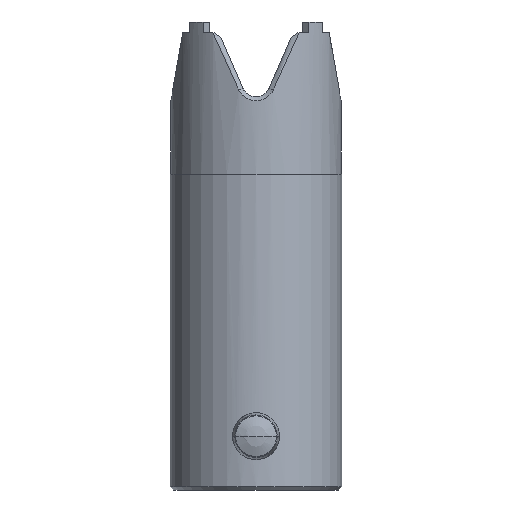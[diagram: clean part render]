
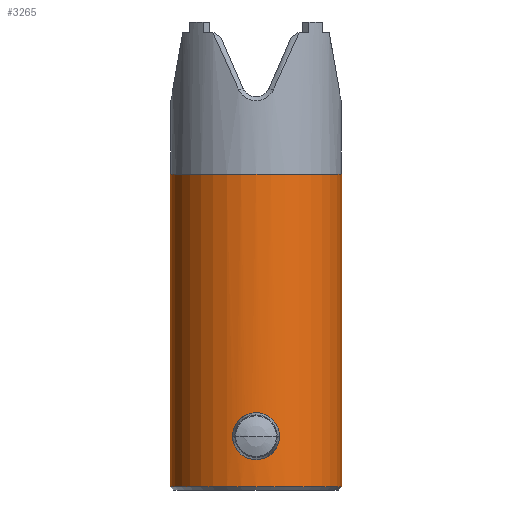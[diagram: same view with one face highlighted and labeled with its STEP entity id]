
A CAD part, left-side view. The second image highlights one B-rep face of the part: STEP entity #3265.
In plain terms, the highlighted cylindrical face has radius 11 mm (diameter 22 mm), a partial arc.
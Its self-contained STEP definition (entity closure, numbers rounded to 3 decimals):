
#921=CARTESIAN_POINT('',(11.75,11.75,-92.407));
#922=DIRECTION('',(0.,0.,-1.));
#923=DIRECTION('',(0.,-1.,0.));
#924=AXIS2_PLACEMENT_3D('',#921,#922,#923);
#926=DIRECTION('',(0.,0.,1.));
#927=VECTOR('',#926,40.1);
#928=CARTESIAN_POINT('',(11.75,22.75,-92.407));
#929=LINE('',#928,#927);
#930=CARTESIAN_POINT('',(11.75,11.75,-52.307));
#931=DIRECTION('',(0.,0.,1.));
#932=DIRECTION('',(0.,1.,0.));
#933=AXIS2_PLACEMENT_3D('',#930,#931,#932);
#935=DIRECTION('',(0.,0.,-1.));
#936=VECTOR('',#935,40.1);
#937=CARTESIAN_POINT('',(11.75,0.75,-52.307));
#938=LINE('',#937,#936);
#939=CARTESIAN_POINT('',(1.167,14.75,-85.907));
#940=CARTESIAN_POINT('',(1.167,14.75,-86.149));
#941=CARTESIAN_POINT('',(1.151,14.693,-86.619));
#942=CARTESIAN_POINT('',(1.082,14.439,-87.304));
#943=CARTESIAN_POINT('',(0.983,14.021,-87.914));
#944=CARTESIAN_POINT('',(0.879,13.464,-88.406));
#945=CARTESIAN_POINT('',(0.794,12.813,-88.744));
#946=CARTESIAN_POINT('',(0.748,12.109,-88.914));
#947=CARTESIAN_POINT('',(0.748,11.391,-88.914));
#948=CARTESIAN_POINT('',(0.794,10.687,-88.744));
#949=CARTESIAN_POINT('',(0.879,10.036,-88.406));
#950=CARTESIAN_POINT('',(0.983,9.479,-87.914));
#951=CARTESIAN_POINT('',(1.082,9.061,-87.304));
#952=CARTESIAN_POINT('',(1.151,8.807,-86.619));
#953=CARTESIAN_POINT('',(1.167,8.75,-86.149));
#954=CARTESIAN_POINT('',(1.167,8.75,-85.907));
#956=CARTESIAN_POINT('',(1.167,8.75,-85.907));
#957=CARTESIAN_POINT('',(1.167,8.75,-85.666));
#958=CARTESIAN_POINT('',(1.151,8.807,-85.195));
#959=CARTESIAN_POINT('',(1.082,9.061,-84.511));
#960=CARTESIAN_POINT('',(0.983,9.479,-83.9));
#961=CARTESIAN_POINT('',(0.879,10.036,-83.408));
#962=CARTESIAN_POINT('',(0.794,10.687,-83.07));
#963=CARTESIAN_POINT('',(0.748,11.391,-82.9));
#964=CARTESIAN_POINT('',(0.748,12.109,-82.9));
#965=CARTESIAN_POINT('',(0.794,12.813,-83.07));
#966=CARTESIAN_POINT('',(0.879,13.464,-83.408));
#967=CARTESIAN_POINT('',(0.983,14.021,-83.9));
#968=CARTESIAN_POINT('',(1.082,14.439,-84.511));
#969=CARTESIAN_POINT('',(1.151,14.693,-85.195));
#970=CARTESIAN_POINT('',(1.167,14.75,-85.666));
#971=CARTESIAN_POINT('',(1.167,14.75,-85.907));
#1597=CARTESIAN_POINT('',(11.75,0.75,-92.407));
#1598=VERTEX_POINT('',#1597);
#1599=CARTESIAN_POINT('',(11.75,22.75,-92.407));
#1600=VERTEX_POINT('',#1599);
#1601=CARTESIAN_POINT('',(11.75,22.75,-52.307));
#1602=VERTEX_POINT('',#1601);
#1605=CARTESIAN_POINT('',(11.75,0.75,-52.307));
#1606=VERTEX_POINT('',#1605);
#1637=VERTEX_POINT('',#939);
#1638=VERTEX_POINT('',#954);
#3245=CARTESIAN_POINT('',(11.75,11.75,-51.505));
#3246=DIRECTION('',(0.,0.,-1.));
#3247=DIRECTION('',(-1.,0.,0.));
#3248=AXIS2_PLACEMENT_3D('',#3245,#3246,#3247);
#3249=CYLINDRICAL_SURFACE('',#3248,11.);
#3251=ORIENTED_EDGE('',*,*,#3250,.T.);
#3253=ORIENTED_EDGE('',*,*,#3252,.T.);
#3255=ORIENTED_EDGE('',*,*,#3254,.T.);
#3257=ORIENTED_EDGE('',*,*,#3256,.T.);
#3258=EDGE_LOOP('',(#3251,#3253,#3255,#3257));
#3259=FACE_OUTER_BOUND('',#3258,.F.);
#3261=ORIENTED_EDGE('',*,*,#3260,.T.);
#3262=ORIENTED_EDGE('',*,*,#3200,.T.);
#3263=EDGE_LOOP('',(#3261,#3262));
#3264=FACE_BOUND('',#3263,.F.);
#925=CIRCLE('',#924,11.);
#934=CIRCLE('',#933,11.);
#955=B_SPLINE_CURVE_WITH_KNOTS('',3,(#939,#940,#941,#942,#943,#944,#945,#946,
#947,#948,#949,#950,#951,#952,#953,#954),.UNSPECIFIED.,.F.,.F.,(4,1,1,1,1,1,1,1,
1,1,1,1,1,4),(0.,0.077,0.154,0.231,
0.308,0.385,0.462,0.538,
0.615,0.692,0.769,0.846,
0.923,1.),.UNSPECIFIED.);
#972=B_SPLINE_CURVE_WITH_KNOTS('',3,(#956,#957,#958,#959,#960,#961,#962,#963,
#964,#965,#966,#967,#968,#969,#970,#971),.UNSPECIFIED.,.F.,.F.,(4,1,1,1,1,1,1,1,
1,1,1,1,1,4),(0.,0.077,0.154,0.231,
0.308,0.385,0.462,0.538,
0.615,0.692,0.769,0.846,
0.923,1.),.UNSPECIFIED.);
#3200=EDGE_CURVE('',#1638,#1637,#972,.T.);
#3250=EDGE_CURVE('',#1598,#1600,#925,.T.);
#3252=EDGE_CURVE('',#1600,#1602,#929,.T.);
#3254=EDGE_CURVE('',#1602,#1606,#934,.T.);
#3256=EDGE_CURVE('',#1606,#1598,#938,.T.);
#3260=EDGE_CURVE('',#1637,#1638,#955,.T.);
#3265=ADVANCED_FACE('',(#3259,#3264),#3249,.T.);
